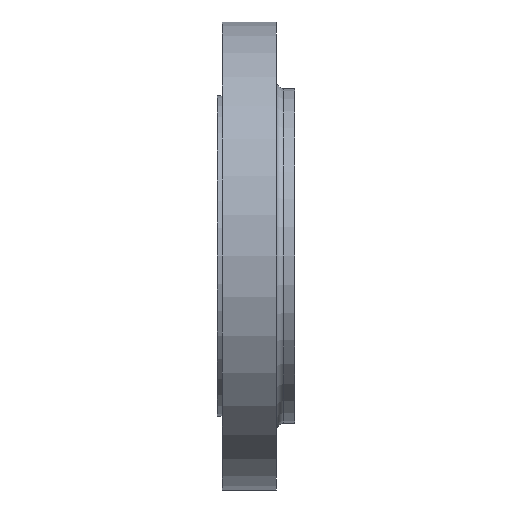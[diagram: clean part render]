
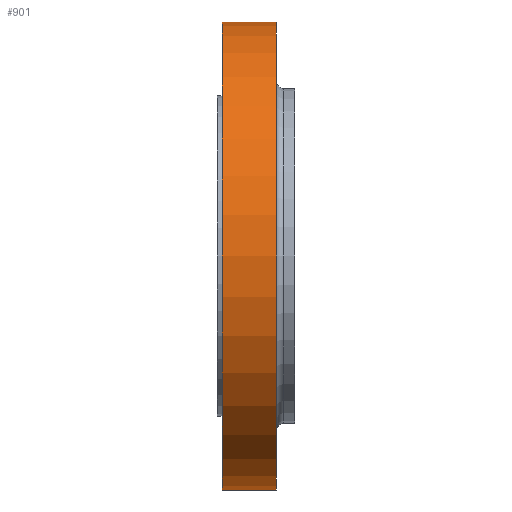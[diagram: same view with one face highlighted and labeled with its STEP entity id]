
A CAD part, front view. The second image highlights one B-rep face of the part: STEP entity #901.
In plain terms, the highlighted cylindrical face has radius 301.625 mm (diameter 603.25 mm), a partial arc.
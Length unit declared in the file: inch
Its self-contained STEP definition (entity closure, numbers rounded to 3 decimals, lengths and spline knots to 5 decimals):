
#56 = VECTOR ( 'NONE', #1215, 39.37008 ) ;
#88 = EDGE_CURVE ( 'NONE', #1279, #1818, #802, .T. ) ;
#118 = LINE ( 'NONE', #582, #1908 ) ;
#228 = CYLINDRICAL_SURFACE ( 'NONE', #808, 11.875 ) ;
#231 = DIRECTION ( 'NONE',  ( -1., 0., 0. ) ) ;
#243 = AXIS2_PLACEMENT_3D ( 'NONE', #1390, #516, #661 ) ;
#279 = ORIENTED_EDGE ( 'NONE', *, *, #484, .F. ) ;
#337 = AXIS2_PLACEMENT_3D ( 'NONE', #347, #231, #940 ) ;
#347 = CARTESIAN_POINT ( 'NONE',  ( 2.85586, 0., 0. ) ) ;
#484 = EDGE_CURVE ( 'NONE', #1578, #1279, #118, .T. ) ;
#516 = DIRECTION ( 'NONE',  ( -1., 0., 0. ) ) ;
#577 = CIRCLE ( 'NONE', #337, 11.875 ) ;
#582 = CARTESIAN_POINT ( 'NONE',  ( 0., 0., -11.875 ) ) ;
#614 = LINE ( 'NONE', #898, #56 ) ;
#653 = EDGE_CURVE ( 'NONE', #1556, #1818, #614, .T. ) ;
#661 = DIRECTION ( 'NONE',  ( 0., 0., 1. ) ) ;
#802 = CIRCLE ( 'NONE', #243, 11.875 ) ;
#808 = AXIS2_PLACEMENT_3D ( 'NONE', #976, #818, #993 ) ;
#818 = DIRECTION ( 'NONE',  ( -1., 0., 0. ) ) ;
#875 = DIRECTION ( 'NONE',  ( -1., 0., 0. ) ) ;
#882 = ORIENTED_EDGE ( 'NONE', *, *, #1662, .T. ) ;
#898 = CARTESIAN_POINT ( 'NONE',  ( 0., 0., 11.875 ) ) ;
#901 = ADVANCED_FACE ( 'NONE', ( #1272 ), #228, .T. ) ;
#931 = CARTESIAN_POINT ( 'NONE',  ( 2.85586, 0., 11.875 ) ) ;
#940 = DIRECTION ( 'NONE',  ( 0., 0., 1. ) ) ;
#976 = CARTESIAN_POINT ( 'NONE',  ( 0., 0., 0. ) ) ;
#993 = DIRECTION ( 'NONE',  ( 0., 0., 1. ) ) ;
#1215 = DIRECTION ( 'NONE',  ( -1., 0., 0. ) ) ;
#1232 = CARTESIAN_POINT ( 'NONE',  ( 2.85586, 0., -11.875 ) ) ;
#1272 = FACE_OUTER_BOUND ( 'NONE', #1431, .T. ) ;
#1279 = VERTEX_POINT ( 'NONE', #1633 ) ;
#1323 = CARTESIAN_POINT ( 'NONE',  ( 0.10586, 0., 11.875 ) ) ;
#1390 = CARTESIAN_POINT ( 'NONE',  ( 0.10586, 0., 0. ) ) ;
#1431 = EDGE_LOOP ( 'NONE', ( #279, #882, #1487, #1598 ) ) ;
#1487 = ORIENTED_EDGE ( 'NONE', *, *, #653, .T. ) ;
#1556 = VERTEX_POINT ( 'NONE', #931 ) ;
#1578 = VERTEX_POINT ( 'NONE', #1232 ) ;
#1598 = ORIENTED_EDGE ( 'NONE', *, *, #88, .F. ) ;
#1633 = CARTESIAN_POINT ( 'NONE',  ( 0.10586, 0., -11.875 ) ) ;
#1662 = EDGE_CURVE ( 'NONE', #1578, #1556, #577, .T. ) ;
#1818 = VERTEX_POINT ( 'NONE', #1323 ) ;
#1908 = VECTOR ( 'NONE', #875, 39.37008 ) ;
